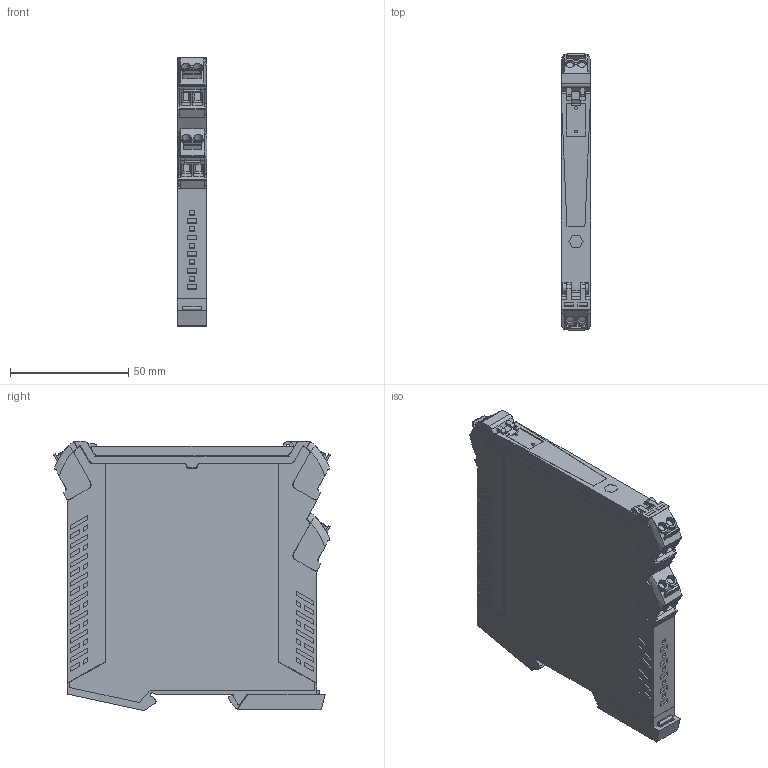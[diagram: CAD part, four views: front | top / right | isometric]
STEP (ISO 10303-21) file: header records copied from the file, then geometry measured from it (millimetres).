
FILE_DESCRIPTION(('CATIA V5 STEP Exchange','CAx-IF Rec.Pracs.--- Model Styling and Organization---1.4--- 2014-01-23'),'2;1');
FILE_NAME ('6265135_14_1318220000_S3D_ACT20X_HUI_SAO_LP_S.stp','2019-03-08T12:41:42+00:00',('none'),('Weidmueller'),'CATIA Version 5-6 Release 2016 SP3 HF44','CATIA V5 STEP AP214','none');
FILE_SCHEMA(('AUTOMOTIVE_DESIGN { 1 0 10303 214 1 1 1 1 }'));
Length unit declared in the file: millimetre
Products named in the file (1): 1318220000
Bounding box: 12.57 x 117.24 x 114.02 mm (x, y, z)
Volume: 143234 mm3; surface area: 48671.1 mm2
Topology: 13 solids, 13 shells, 1327 faces, 3997 edges, 2790 vertices
Faces by surface type: plane 1075, cylinder 207, extrusion 25, revolution 12, bspline 6, sphere 2
Entity records: 44961 total; most frequent: CARTESIAN_POINT 10440, ORIENTED_EDGE 7994, DIRECTION 5017, EDGE_CURVE 3997, VECTOR 2977, LINE 2952, VERTEX_POINT 2790, EDGE_LOOP 1441
